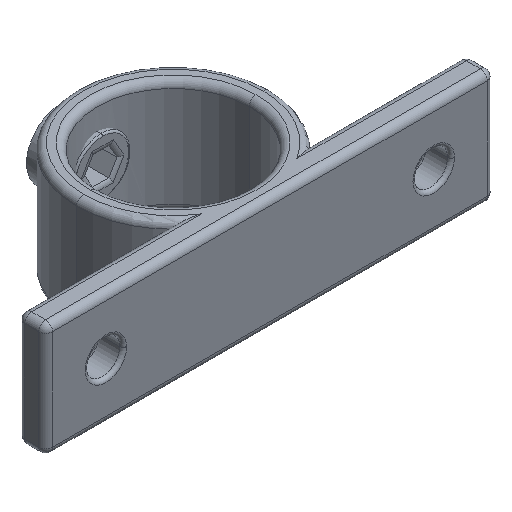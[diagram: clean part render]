
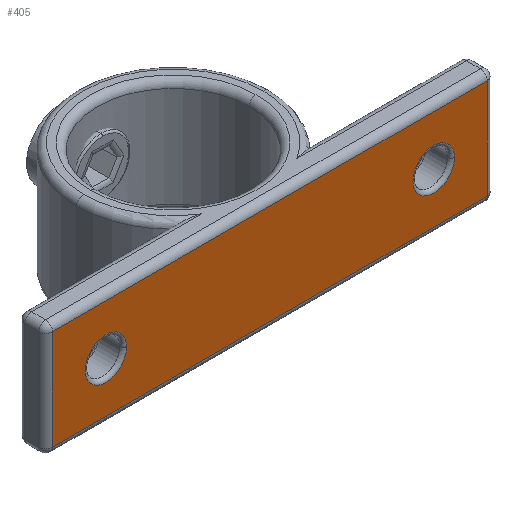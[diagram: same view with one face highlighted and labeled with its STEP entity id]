
A CAD part, isometric view. The second image highlights one B-rep face of the part: STEP entity #405.
In plain terms, the highlighted planar face has unit normal (0, -1, 0).
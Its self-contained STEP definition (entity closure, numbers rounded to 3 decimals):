
#23 = LINE ( 'NONE', #2682, #1936 ) ;
#68 = LINE ( 'NONE', #2762, #1049 ) ;
#80 = CIRCLE ( 'NONE', #1510, 6. ) ;
#142 = VERTEX_POINT ( 'NONE', #1284 ) ;
#234 = LINE ( 'NONE', #2074, #1965 ) ;
#256 = PLANE ( 'NONE',  #3356 ) ;
#366 = CIRCLE ( 'NONE', #1386, 6. ) ;
#381 = CARTESIAN_POINT ( 'NONE',  ( -65., 0., 16.5 ) ) ;
#396 = LINE ( 'NONE', #2313, #3311 ) ;
#405 = ADVANCED_FACE ( 'NONE', ( #1021, #1062, #1014 ), #256, .F. ) ;
#583 = VERTEX_POINT ( 'NONE', #1475 ) ;
#620 = CIRCLE ( 'NONE', #2115, 6. ) ;
#658 = DIRECTION ( 'NONE',  ( 0., 1., 0. ) ) ;
#811 = DIRECTION ( 'NONE',  ( -1., 0., 0. ) ) ;
#830 = VERTEX_POINT ( 'NONE', #3335 ) ;
#917 = CIRCLE ( 'NONE', #2084, 6. ) ;
#1014 = FACE_OUTER_BOUND ( 'NONE', #1754, .T. ) ;
#1021 = FACE_BOUND ( 'NONE', #1654, .T. ) ;
#1049 = VECTOR ( 'NONE', #2756, 1000. ) ;
#1051 = EDGE_CURVE ( 'NONE', #2976, #142, #917, .T. ) ;
#1062 = FACE_BOUND ( 'NONE', #1767, .T. ) ;
#1111 = CARTESIAN_POINT ( 'NONE',  ( -53.5, 0., 0. ) ) ;
#1175 = CARTESIAN_POINT ( 'NONE',  ( 63., 0., 14.5 ) ) ;
#1208 = DIRECTION ( 'NONE',  ( -1., 0., 0. ) ) ;
#1210 = DIRECTION ( 'NONE',  ( 0., 1., 0. ) ) ;
#1214 = CARTESIAN_POINT ( 'NONE',  ( 47.5, 0., 0. ) ) ;
#1225 = CARTESIAN_POINT ( 'NONE',  ( 41.5, 0., 0. ) ) ;
#1251 = CARTESIAN_POINT ( 'NONE',  ( 53.5, 0., 0. ) ) ;
#1284 = CARTESIAN_POINT ( 'NONE',  ( -41.5, 0., 0. ) ) ;
#1386 = AXIS2_PLACEMENT_3D ( 'NONE', #1713, #1659, #1635 ) ;
#1415 = ORIENTED_EDGE ( 'NONE', *, *, #2592, .T. ) ;
#1421 = CARTESIAN_POINT ( 'NONE',  ( -63., 0., -14.5 ) ) ;
#1475 = CARTESIAN_POINT ( 'NONE',  ( -63., 0., 14.5 ) ) ;
#1510 = AXIS2_PLACEMENT_3D ( 'NONE', #1884, #1879, #1863 ) ;
#1535 = VERTEX_POINT ( 'NONE', #1175 ) ;
#1538 = ORIENTED_EDGE ( 'NONE', *, *, #2785, .T. ) ;
#1635 = DIRECTION ( 'NONE',  ( -1., 0., 0. ) ) ;
#1650 = VERTEX_POINT ( 'NONE', #1421 ) ;
#1654 = EDGE_LOOP ( 'NONE', ( #1538, #1415 ) ) ;
#1659 = DIRECTION ( 'NONE',  ( 0., 1., 0. ) ) ;
#1713 = CARTESIAN_POINT ( 'NONE',  ( 47.5, 0., 0. ) ) ;
#1754 = EDGE_LOOP ( 'NONE', ( #2306, #2226, #2166, #1827 ) ) ;
#1767 = EDGE_LOOP ( 'NONE', ( #2885, #3092 ) ) ;
#1827 = ORIENTED_EDGE ( 'NONE', *, *, #2390, .T. ) ;
#1863 = DIRECTION ( 'NONE',  ( -1., 0., 0. ) ) ;
#1879 = DIRECTION ( 'NONE',  ( 0., 1., 0. ) ) ;
#1884 = CARTESIAN_POINT ( 'NONE',  ( -47.5, 0., 0. ) ) ;
#1936 = VECTOR ( 'NONE', #2796, 1000. ) ;
#1965 = VECTOR ( 'NONE', #1968, 1000. ) ;
#1968 = DIRECTION ( 'NONE',  ( -1., 0., 0. ) ) ;
#2074 = CARTESIAN_POINT ( 'NONE',  ( -65., 0., 14.5 ) ) ;
#2084 = AXIS2_PLACEMENT_3D ( 'NONE', #2989, #2995, #3001 ) ;
#2115 = AXIS2_PLACEMENT_3D ( 'NONE', #1214, #1210, #1208 ) ;
#2166 = ORIENTED_EDGE ( 'NONE', *, *, #2400, .T. ) ;
#2226 = ORIENTED_EDGE ( 'NONE', *, *, #2459, .T. ) ;
#2306 = ORIENTED_EDGE ( 'NONE', *, *, #2548, .T. ) ;
#2307 = DIRECTION ( 'NONE',  ( 0., 0., -1. ) ) ;
#2313 = CARTESIAN_POINT ( 'NONE',  ( -63., 0., 16.5 ) ) ;
#2390 = EDGE_CURVE ( 'NONE', #830, #1535, #68, .T. ) ;
#2400 = EDGE_CURVE ( 'NONE', #1650, #830, #23, .T. ) ;
#2459 = EDGE_CURVE ( 'NONE', #583, #1650, #396, .T. ) ;
#2548 = EDGE_CURVE ( 'NONE', #1535, #583, #234, .T. ) ;
#2559 = EDGE_CURVE ( 'NONE', #142, #2976, #80, .T. ) ;
#2592 = EDGE_CURVE ( 'NONE', #2754, #2831, #366, .T. ) ;
#2682 = CARTESIAN_POINT ( 'NONE',  ( -65., 0., -14.5 ) ) ;
#2754 = VERTEX_POINT ( 'NONE', #1251 ) ;
#2756 = DIRECTION ( 'NONE',  ( 0., 0., 1. ) ) ;
#2762 = CARTESIAN_POINT ( 'NONE',  ( 63., 0., 16.5 ) ) ;
#2785 = EDGE_CURVE ( 'NONE', #2831, #2754, #620, .T. ) ;
#2796 = DIRECTION ( 'NONE',  ( 1., 0., 0. ) ) ;
#2831 = VERTEX_POINT ( 'NONE', #1225 ) ;
#2885 = ORIENTED_EDGE ( 'NONE', *, *, #1051, .T. ) ;
#2976 = VERTEX_POINT ( 'NONE', #1111 ) ;
#2989 = CARTESIAN_POINT ( 'NONE',  ( -47.5, 0., 0. ) ) ;
#2995 = DIRECTION ( 'NONE',  ( 0., 1., 0. ) ) ;
#3001 = DIRECTION ( 'NONE',  ( -1., 0., 0. ) ) ;
#3092 = ORIENTED_EDGE ( 'NONE', *, *, #2559, .T. ) ;
#3311 = VECTOR ( 'NONE', #2307, 1000. ) ;
#3335 = CARTESIAN_POINT ( 'NONE',  ( 63., 0., -14.5 ) ) ;
#3356 = AXIS2_PLACEMENT_3D ( 'NONE', #381, #658, #811 ) ;
